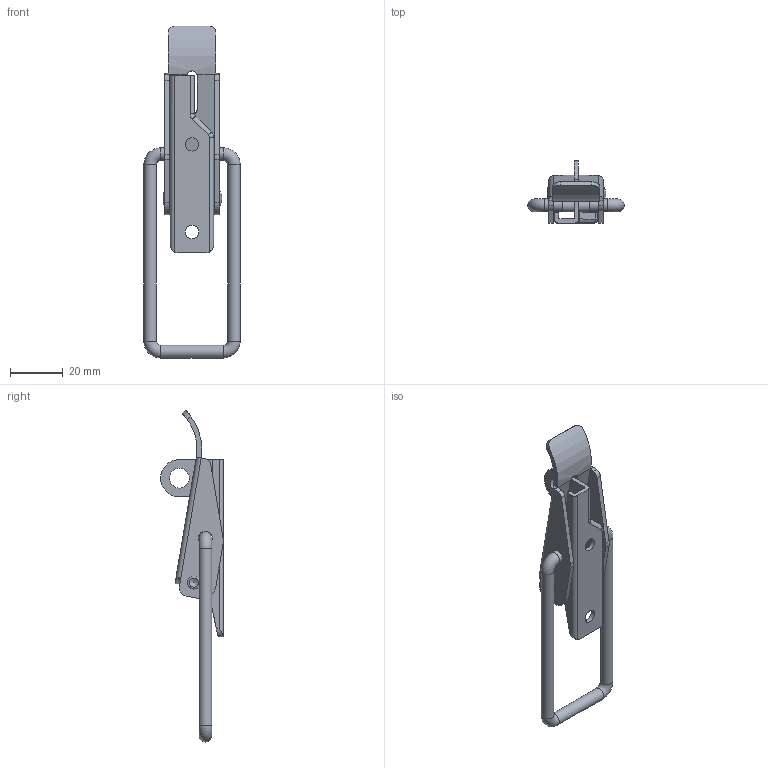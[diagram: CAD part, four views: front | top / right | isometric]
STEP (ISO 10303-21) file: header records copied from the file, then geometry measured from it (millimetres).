
FILE_DESCRIPTION(/* description */ ('STEP AP203'),/* implementation_level */ '2;1');
FILE_NAME(/* name */ 'HL127-P.stp',/* time_stamp */ '2019-10-08T14:13:09+01:00',/* author */ ('RWilson'),/* organization */ ('Haughton Design Ltd'),/* preprocessor_version */ 'ST-DEVELOPER v16.13',/* originating_system */ 'Autodesk Inventor 2018',/* authorisation */ '');
FILE_SCHEMA (('AUTOMOTIVE_DESIGN { 1 0 10303 214 3 1 1 }'));
Length unit declared in the file: millimetre
Products named in the file (5): 30-588_STEP; 588A; 570A; RIVET; 570B
Assembly tree (4 placements, depth 2):
  30-588_STEP
    588A
    570A
    RIVET
    570B
Bounding box: 36.6 x 23.8 x 126.21 mm (x, y, z)
Volume: 10539.4 mm3; surface area: 12192.8 mm2
Topology: 4 solids, 4 shells, 119 faces, 300 edges, 188 vertices
Faces by surface type: cylinder 57, plane 48, torus 8, bspline 4, cone 1, sphere 1
Full cylindrical faces by diameter (mm): 3.9 x1, 4 x2, 4.8 x5, 5 x2, 5.2 x4, 7.5 x1
Entity records: 4276 total; most frequent: CARTESIAN_POINT 1262, DIRECTION 623, ORIENTED_EDGE 552, EDGE_CURVE 276, AXIS2_PLACEMENT_3D 239, VERTEX_POINT 185, EDGE_LOOP 159, LINE 145
